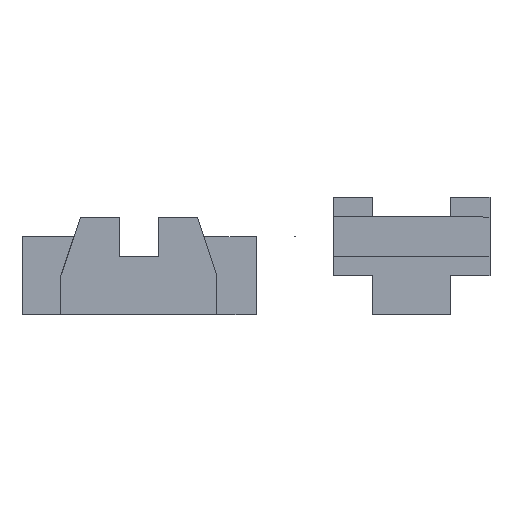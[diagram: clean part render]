
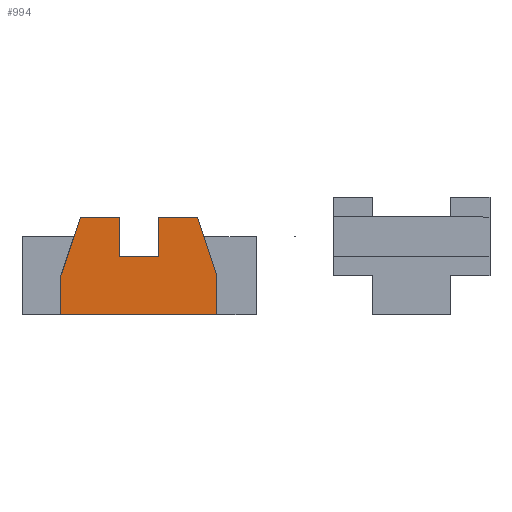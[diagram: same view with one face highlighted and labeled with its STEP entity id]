
A CAD part, front view. The second image highlights one B-rep face of the part: STEP entity #994.
In plain terms, the highlighted planar face has unit normal (0, -1, 0).
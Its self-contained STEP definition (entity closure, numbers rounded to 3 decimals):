
#42=FACE_OUTER_BOUND('',#95,.T.);
#95=EDGE_LOOP('',(#702,#703,#704,#705,#706,#707,#708,#709,#710,#711));
#141=LINE('',#1389,#281);
#147=LINE('',#1400,#287);
#154=LINE('',#1416,#294);
#163=LINE('',#1434,#303);
#166=LINE('',#1440,#306);
#169=LINE('',#1446,#309);
#172=LINE('',#1452,#312);
#175=LINE('',#1456,#315);
#177=LINE('',#1461,#317);
#179=LINE('',#1464,#319);
#281=VECTOR('',#1130,10.);
#287=VECTOR('',#1138,10.);
#294=VECTOR('',#1147,10.);
#303=VECTOR('',#1162,10.);
#306=VECTOR('',#1167,10.);
#309=VECTOR('',#1172,10.);
#312=VECTOR('',#1177,10.);
#315=VECTOR('',#1182,10.);
#317=VECTOR('',#1186,10.);
#319=VECTOR('',#1190,10.);
#421=VERTEX_POINT('',#1386);
#422=VERTEX_POINT('',#1388);
#426=VERTEX_POINT('',#1398);
#433=VERTEX_POINT('',#1413);
#434=VERTEX_POINT('',#1415);
#440=VERTEX_POINT('',#1433);
#442=VERTEX_POINT('',#1439);
#444=VERTEX_POINT('',#1445);
#446=VERTEX_POINT('',#1451);
#448=VERTEX_POINT('',#1460);
#514=EDGE_CURVE('',#422,#421,#141,.T.);
#520=EDGE_CURVE('',#421,#426,#147,.T.);
#527=EDGE_CURVE('',#434,#433,#154,.T.);
#536=EDGE_CURVE('',#440,#422,#163,.T.);
#539=EDGE_CURVE('',#442,#440,#166,.T.);
#542=EDGE_CURVE('',#444,#442,#169,.T.);
#545=EDGE_CURVE('',#446,#444,#172,.T.);
#548=EDGE_CURVE('',#433,#446,#175,.T.);
#550=EDGE_CURVE('',#448,#434,#177,.T.);
#552=EDGE_CURVE('',#426,#448,#179,.T.);
#702=ORIENTED_EDGE('',*,*,#552,.T.);
#703=ORIENTED_EDGE('',*,*,#550,.T.);
#704=ORIENTED_EDGE('',*,*,#527,.T.);
#705=ORIENTED_EDGE('',*,*,#548,.T.);
#706=ORIENTED_EDGE('',*,*,#545,.T.);
#707=ORIENTED_EDGE('',*,*,#542,.T.);
#708=ORIENTED_EDGE('',*,*,#539,.T.);
#709=ORIENTED_EDGE('',*,*,#536,.T.);
#710=ORIENTED_EDGE('',*,*,#514,.T.);
#711=ORIENTED_EDGE('',*,*,#520,.T.);
#941=PLANE('',#1075);
#994=ADVANCED_FACE('',(#42),#941,.T.);
#1075=AXIS2_PLACEMENT_3D('',#1463,#1188,#1189);
#1130=DIRECTION('',(-0.316,0.,-0.949));
#1138=DIRECTION('',(0.,0.,-1.));
#1147=DIRECTION('',(-0.316,0.,0.949));
#1162=DIRECTION('',(-1.,0.,0.));
#1167=DIRECTION('',(0.,0.,1.));
#1172=DIRECTION('',(-1.,0.,0.));
#1177=DIRECTION('',(0.,0.,-1.));
#1182=DIRECTION('',(-1.,0.,0.));
#1186=DIRECTION('',(0.,0.,1.));
#1188=DIRECTION('center_axis',(0.,-1.,0.));
#1189=DIRECTION('ref_axis',(1.,0.,0.));
#1190=DIRECTION('',(1.,0.,0.));
#1386=CARTESIAN_POINT('',(0.,91.,10.));
#1388=CARTESIAN_POINT('',(5.,91.,25.));
#1389=CARTESIAN_POINT('',(0.,91.,10.));
#1398=CARTESIAN_POINT('',(0.,91.,0.));
#1400=CARTESIAN_POINT('',(0.,91.,0.));
#1413=CARTESIAN_POINT('',(35.,91.,25.));
#1415=CARTESIAN_POINT('',(40.,91.,10.));
#1416=CARTESIAN_POINT('',(35.,91.,25.));
#1433=CARTESIAN_POINT('',(15.,91.,25.));
#1434=CARTESIAN_POINT('',(15.,91.,25.));
#1439=CARTESIAN_POINT('',(15.,91.,15.));
#1440=CARTESIAN_POINT('',(15.,91.,15.));
#1445=CARTESIAN_POINT('',(25.,91.,15.));
#1446=CARTESIAN_POINT('',(25.,91.,15.));
#1451=CARTESIAN_POINT('',(25.,91.,25.));
#1452=CARTESIAN_POINT('',(25.,91.,25.));
#1456=CARTESIAN_POINT('',(35.,91.,25.));
#1460=CARTESIAN_POINT('',(40.,91.,0.));
#1461=CARTESIAN_POINT('',(40.,91.,0.));
#1463=CARTESIAN_POINT('Origin',(20.,91.,12.5));
#1464=CARTESIAN_POINT('',(0.,91.,0.));
